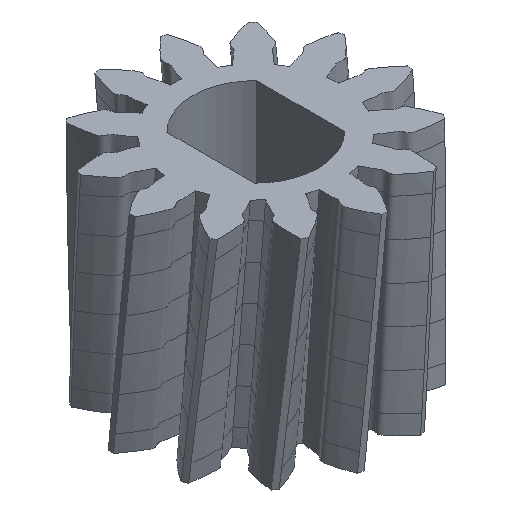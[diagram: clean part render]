
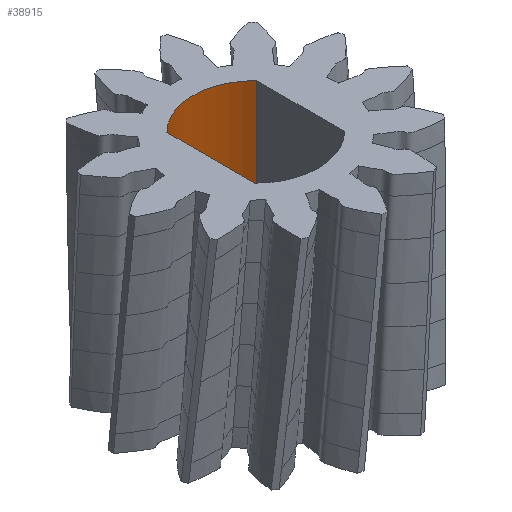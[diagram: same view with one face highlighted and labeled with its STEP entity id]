
A CAD part, isometric view. The second image highlights one B-rep face of the part: STEP entity #38915.
In plain terms, the highlighted cylindrical face has radius 1.75 mm (diameter 3.5 mm), a partial arc.
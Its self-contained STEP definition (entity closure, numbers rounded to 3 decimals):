
#45 = PLANE('',#46);
#46 = AXIS2_PLACEMENT_3D('',#47,#48,#49);
#47 = CARTESIAN_POINT('',(0.,0.,3.));
#48 = DIRECTION('',(0.,0.,1.));
#49 = DIRECTION('',(1.,0.,0.));
#466 = PLANE('',#467);
#467 = AXIS2_PLACEMENT_3D('',#468,#469,#470);
#468 = CARTESIAN_POINT('',(0.,0.,-3.));
#469 = DIRECTION('',(0.,0.,1.));
#470 = DIRECTION('',(1.,0.,0.));
#14371 = EDGE_CURVE('',#14372,#14374,#14376,.T.);
#14372 = VERTEX_POINT('',#14373);
#14373 = CARTESIAN_POINT('',(1.25,1.225,3.));
#14374 = VERTEX_POINT('',#14375);
#14375 = CARTESIAN_POINT('',(-1.25,1.225,3.));
#14376 = SURFACE_CURVE('',#14377,(#14382,#14389),.PCURVE_S1.);
#14377 = CIRCLE('',#14378,1.75);
#14378 = AXIS2_PLACEMENT_3D('',#14379,#14380,#14381);
#14379 = CARTESIAN_POINT('',(0.,0.,3.));
#14380 = DIRECTION('',(0.,0.,1.));
#14381 = DIRECTION('',(1.,0.,-0.));
#14382 = PCURVE('',#45,#14383);
#14383 = DEFINITIONAL_REPRESENTATION('',(#14384),#14388);
#14384 = CIRCLE('',#14385,1.75);
#14385 = AXIS2_PLACEMENT_2D('',#14386,#14387);
#14386 = CARTESIAN_POINT('',(0.,0.));
#14387 = DIRECTION('',(1.,0.));
#14388 = ( GEOMETRIC_REPRESENTATION_CONTEXT(2) 
PARAMETRIC_REPRESENTATION_CONTEXT() REPRESENTATION_CONTEXT('2D SPACE',''
  ) );
#14389 = PCURVE('',#14390,#14395);
#14390 = CYLINDRICAL_SURFACE('',#14391,1.75);
#14391 = AXIS2_PLACEMENT_3D('',#14392,#14393,#14394);
#14392 = CARTESIAN_POINT('',(0.,0.,-3.5));
#14393 = DIRECTION('',(0.,0.,1.));
#14394 = DIRECTION('',(1.,0.,0.));
#14395 = DEFINITIONAL_REPRESENTATION('',(#14396),#14400);
#14396 = LINE('',#14397,#14398);
#14397 = CARTESIAN_POINT('',(0.,6.5));
#14398 = VECTOR('',#14399,1.);
#14399 = DIRECTION('',(1.,0.));
#14400 = ( GEOMETRIC_REPRESENTATION_CONTEXT(2) 
PARAMETRIC_REPRESENTATION_CONTEXT() REPRESENTATION_CONTEXT('2D SPACE',''
  ) );
#14418 = PLANE('',#14419);
#14419 = AXIS2_PLACEMENT_3D('',#14420,#14421,#14422);
#14420 = CARTESIAN_POINT('',(1.25,-1.225,-3.));
#14421 = DIRECTION('',(1.,0.,0.));
#14422 = DIRECTION('',(0.,0.,1.));
#14473 = PLANE('',#14474);
#14474 = AXIS2_PLACEMENT_3D('',#14475,#14476,#14477);
#14475 = CARTESIAN_POINT('',(-1.25,-1.225,-3.));
#14476 = DIRECTION('',(1.,0.,0.));
#14477 = DIRECTION('',(0.,0.,1.));
#28501 = EDGE_CURVE('',#28502,#28504,#28506,.T.);
#28502 = VERTEX_POINT('',#28503);
#28503 = CARTESIAN_POINT('',(1.25,1.225,-3.));
#28504 = VERTEX_POINT('',#28505);
#28505 = CARTESIAN_POINT('',(-1.25,1.225,-3.));
#28506 = SURFACE_CURVE('',#28507,(#28512,#28519),.PCURVE_S1.);
#28507 = CIRCLE('',#28508,1.75);
#28508 = AXIS2_PLACEMENT_3D('',#28509,#28510,#28511);
#28509 = CARTESIAN_POINT('',(0.,0.,-3.));
#28510 = DIRECTION('',(0.,0.,1.));
#28511 = DIRECTION('',(1.,0.,-0.));
#28512 = PCURVE('',#466,#28513);
#28513 = DEFINITIONAL_REPRESENTATION('',(#28514),#28518);
#28514 = CIRCLE('',#28515,1.75);
#28515 = AXIS2_PLACEMENT_2D('',#28516,#28517);
#28516 = CARTESIAN_POINT('',(0.,0.));
#28517 = DIRECTION('',(1.,0.));
#28518 = ( GEOMETRIC_REPRESENTATION_CONTEXT(2) 
PARAMETRIC_REPRESENTATION_CONTEXT() REPRESENTATION_CONTEXT('2D SPACE',''
  ) );
#28519 = PCURVE('',#14390,#28520);
#28520 = DEFINITIONAL_REPRESENTATION('',(#28521),#28525);
#28521 = LINE('',#28522,#28523);
#28522 = CARTESIAN_POINT('',(0.,0.5));
#28523 = VECTOR('',#28524,1.);
#28524 = DIRECTION('',(1.,0.));
#28525 = ( GEOMETRIC_REPRESENTATION_CONTEXT(2) 
PARAMETRIC_REPRESENTATION_CONTEXT() REPRESENTATION_CONTEXT('2D SPACE',''
  ) );
#38915 = ADVANCED_FACE('',(#38916),#14390,.F.);
#38916 = FACE_BOUND('',#38917,.F.);
#38917 = EDGE_LOOP('',(#38918,#38919,#38940,#38941));
#38918 = ORIENTED_EDGE('',*,*,#14371,.F.);
#38919 = ORIENTED_EDGE('',*,*,#38920,.F.);
#38920 = EDGE_CURVE('',#28502,#14372,#38921,.T.);
#38921 = SURFACE_CURVE('',#38922,(#38926,#38933),.PCURVE_S1.);
#38922 = LINE('',#38923,#38924);
#38923 = CARTESIAN_POINT('',(1.25,1.225,-3.));
#38924 = VECTOR('',#38925,1.);
#38925 = DIRECTION('',(0.,0.,1.));
#38926 = PCURVE('',#14390,#38927);
#38927 = DEFINITIONAL_REPRESENTATION('',(#38928),#38932);
#38928 = LINE('',#38929,#38930);
#38929 = CARTESIAN_POINT('',(0.775,0.5));
#38930 = VECTOR('',#38931,1.);
#38931 = DIRECTION('',(0.,1.));
#38932 = ( GEOMETRIC_REPRESENTATION_CONTEXT(2) 
PARAMETRIC_REPRESENTATION_CONTEXT() REPRESENTATION_CONTEXT('2D SPACE',''
  ) );
#38933 = PCURVE('',#14418,#38934);
#38934 = DEFINITIONAL_REPRESENTATION('',(#38935),#38939);
#38935 = LINE('',#38936,#38937);
#38936 = CARTESIAN_POINT('',(0.,-2.449));
#38937 = VECTOR('',#38938,1.);
#38938 = DIRECTION('',(1.,0.));
#38939 = ( GEOMETRIC_REPRESENTATION_CONTEXT(2) 
PARAMETRIC_REPRESENTATION_CONTEXT() REPRESENTATION_CONTEXT('2D SPACE',''
  ) );
#38940 = ORIENTED_EDGE('',*,*,#28501,.T.);
#38941 = ORIENTED_EDGE('',*,*,#38942,.T.);
#38942 = EDGE_CURVE('',#28504,#14374,#38943,.T.);
#38943 = SURFACE_CURVE('',#38944,(#38948,#38955),.PCURVE_S1.);
#38944 = LINE('',#38945,#38946);
#38945 = CARTESIAN_POINT('',(-1.25,1.225,-3.));
#38946 = VECTOR('',#38947,1.);
#38947 = DIRECTION('',(0.,0.,1.));
#38948 = PCURVE('',#14390,#38949);
#38949 = DEFINITIONAL_REPRESENTATION('',(#38950),#38954);
#38950 = LINE('',#38951,#38952);
#38951 = CARTESIAN_POINT('',(2.366,0.5));
#38952 = VECTOR('',#38953,1.);
#38953 = DIRECTION('',(0.,1.));
#38954 = ( GEOMETRIC_REPRESENTATION_CONTEXT(2) 
PARAMETRIC_REPRESENTATION_CONTEXT() REPRESENTATION_CONTEXT('2D SPACE',''
  ) );
#38955 = PCURVE('',#14473,#38956);
#38956 = DEFINITIONAL_REPRESENTATION('',(#38957),#38961);
#38957 = LINE('',#38958,#38959);
#38958 = CARTESIAN_POINT('',(0.,-2.449));
#38959 = VECTOR('',#38960,1.);
#38960 = DIRECTION('',(1.,0.));
#38961 = ( GEOMETRIC_REPRESENTATION_CONTEXT(2) 
PARAMETRIC_REPRESENTATION_CONTEXT() REPRESENTATION_CONTEXT('2D SPACE',''
  ) );
